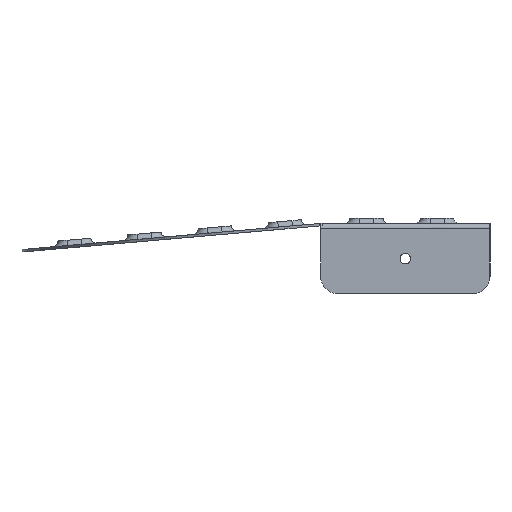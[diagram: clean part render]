
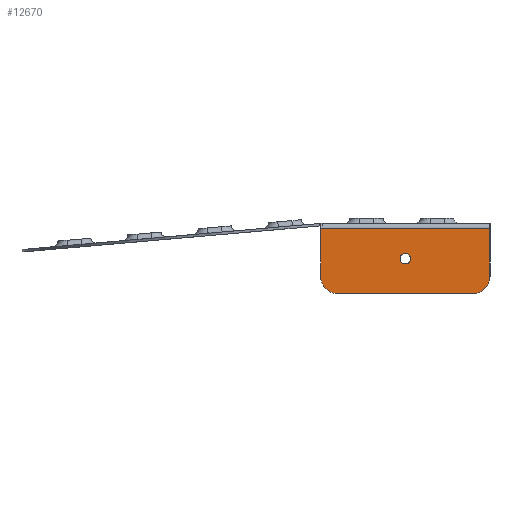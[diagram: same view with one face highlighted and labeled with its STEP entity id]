
A CAD part, left-side view. The second image highlights one B-rep face of the part: STEP entity #12670.
In plain terms, the highlighted planar face has unit normal (-1, 0, 0).
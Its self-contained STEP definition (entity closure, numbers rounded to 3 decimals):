
#180=FACE_BOUND('',#2232,.T.);
#364=PLANE('',#14406);
#1320=FACE_OUTER_BOUND('',#2231,.T.);
#2231=EDGE_LOOP('',(#11490,#11491,#11492,#11493,#11494,#11495));
#2232=EDGE_LOOP('',(#11496));
#3066=LINE('',#22588,#3903);
#3070=LINE('',#22604,#3907);
#3071=LINE('',#22607,#3908);
#3072=LINE('',#22608,#3909);
#3903=VECTOR('',#18659,48.);
#3907=VECTOR('',#18677,38.);
#3908=VECTOR('',#18680,13.6);
#3909=VECTOR('',#18681,13.6);
#4923=CIRCLE('',#14407,5.);
#4924=CIRCLE('',#14408,5.);
#4925=CIRCLE('',#14409,1.5);
#6059=VERTEX_POINT('',#22585);
#6060=VERTEX_POINT('',#22587);
#6063=VERTEX_POINT('',#22600);
#6064=VERTEX_POINT('',#22601);
#6065=VERTEX_POINT('',#22603);
#6066=VERTEX_POINT('',#22605);
#6067=VERTEX_POINT('',#22609);
#7875=EDGE_CURVE('',#6060,#6059,#3066,.T.);
#7882=EDGE_CURVE('',#6063,#6064,#4923,.T.);
#7883=EDGE_CURVE('',#6065,#6063,#3070,.T.);
#7884=EDGE_CURVE('',#6066,#6065,#4924,.T.);
#7885=EDGE_CURVE('',#6060,#6066,#3071,.T.);
#7886=EDGE_CURVE('',#6064,#6059,#3072,.T.);
#7887=EDGE_CURVE('',#6067,#6067,#4925,.T.);
#11490=ORIENTED_EDGE('',*,*,#7882,.F.);
#11491=ORIENTED_EDGE('',*,*,#7883,.F.);
#11492=ORIENTED_EDGE('',*,*,#7884,.F.);
#11493=ORIENTED_EDGE('',*,*,#7885,.F.);
#11494=ORIENTED_EDGE('',*,*,#7875,.T.);
#11495=ORIENTED_EDGE('',*,*,#7886,.F.);
#11496=ORIENTED_EDGE('',*,*,#7887,.T.);
#12670=ADVANCED_FACE('',(#1320,#180),#364,.T.);
#14406=AXIS2_PLACEMENT_3D('',#22599,#18673,#18674);
#14407=AXIS2_PLACEMENT_3D('',#22602,#18675,#18676);
#14408=AXIS2_PLACEMENT_3D('',#22606,#18678,#18679);
#14409=AXIS2_PLACEMENT_3D('',#22610,#18682,#18683);
#18659=DIRECTION('',(0.,1.,0.));
#18673=DIRECTION('center_axis',(-1.,0.,0.));
#18674=DIRECTION('ref_axis',(0.,0.,1.));
#18675=DIRECTION('center_axis',(1.,0.,0.));
#18676=DIRECTION('ref_axis',(0.,0.707,-0.707));
#18677=DIRECTION('',(0.,1.,0.));
#18678=DIRECTION('center_axis',(1.,0.,0.));
#18679=DIRECTION('ref_axis',(0.,-0.707,-0.707));
#18680=DIRECTION('',(0.,0.,-1.));
#18681=DIRECTION('',(0.,0.,1.));
#18682=DIRECTION('center_axis',(1.,0.,0.));
#18683=DIRECTION('ref_axis',(0.,0.,-1.));
#22585=CARTESIAN_POINT('',(-86.4,0.,-0.7));
#22587=CARTESIAN_POINT('',(-86.4,-48.,-0.7));
#22588=CARTESIAN_POINT('',(-86.4,-24.,-0.7));
#22599=CARTESIAN_POINT('Origin',(-86.4,-24.,-9.208));
#22600=CARTESIAN_POINT('',(-86.4,-5.,-19.3));
#22601=CARTESIAN_POINT('',(-86.4,0.,-14.3));
#22602=CARTESIAN_POINT('Origin',(-86.4,-5.,-14.3));
#22603=CARTESIAN_POINT('',(-86.4,-43.,-19.3));
#22604=CARTESIAN_POINT('',(-86.4,-48.,-19.3));
#22605=CARTESIAN_POINT('',(-86.4,-48.,-14.3));
#22606=CARTESIAN_POINT('Origin',(-86.4,-43.,-14.3));
#22607=CARTESIAN_POINT('',(-86.4,-48.,-0.7));
#22608=CARTESIAN_POINT('',(-86.4,0.,2.467));
#22609=CARTESIAN_POINT('',(-86.4,-24.,-7.8));
#22610=CARTESIAN_POINT('Origin',(-86.4,-24.,-9.3));
